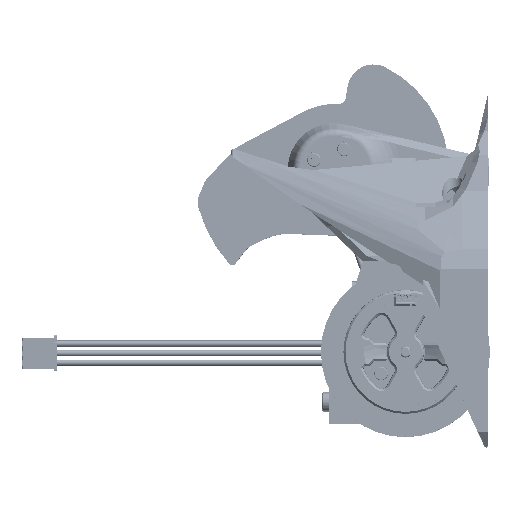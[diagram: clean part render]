
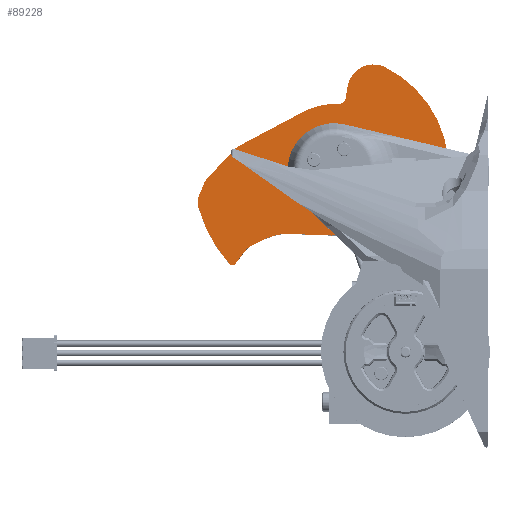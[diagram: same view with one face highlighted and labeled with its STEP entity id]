
A CAD part, top view. The second image highlights one B-rep face of the part: STEP entity #89228.
In plain terms, the highlighted face is planar.
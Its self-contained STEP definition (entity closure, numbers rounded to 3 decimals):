
#2747=CIRCLE('',#95963,1.);
#2748=CIRCLE('',#95965,37.5);
#2750=CIRCLE('',#95968,5.25);
#2751=CIRCLE('',#95969,13.75);
#2752=CIRCLE('',#95970,17.5);
#2753=CIRCLE('',#95971,13.5);
#2754=CIRCLE('',#95972,8.);
#2755=CIRCLE('',#95973,30.5);
#2756=CIRCLE('',#95974,7.);
#2757=CIRCLE('',#95975,2.);
#2758=CIRCLE('',#95976,17.5);
#2759=CIRCLE('',#95977,5.25);
#2760=CIRCLE('',#95978,5.25);
#2761=CIRCLE('',#95979,5.25);
#2762=CIRCLE('',#95980,11.6);
#4212=FACE_BOUND('',#15255,.T.);
#10111=FACE_OUTER_BOUND('',#15254,.T.);
#15254=EDGE_LOOP('',(#80022,#80023,#80024,#80025,#80026,#80027,#80028,#80029,
#80030,#80031,#80032,#80033,#80034,#80035,#80036,#80037,#80038,#80039,#80040,
#80041,#80042));
#15255=EDGE_LOOP('',(#80043));
#24600=LINE('',#189909,#33969);
#24601=LINE('',#189913,#33970);
#24602=LINE('',#189917,#33971);
#24603=LINE('',#189929,#33972);
#24604=LINE('',#189935,#33973);
#24605=LINE('',#189939,#33974);
#24606=LINE('',#189943,#33975);
#33969=VECTOR('',#117388,10.);
#33970=VECTOR('',#117391,10.);
#33971=VECTOR('',#117394,10.);
#33972=VECTOR('',#117405,10.);
#33973=VECTOR('',#117410,10.);
#33974=VECTOR('',#117413,10.);
#33975=VECTOR('',#117416,10.);
#42334=VERTEX_POINT('',#189896);
#42335=VERTEX_POINT('',#189898);
#42336=VERTEX_POINT('',#189902);
#42338=VERTEX_POINT('',#189908);
#42339=VERTEX_POINT('',#189910);
#42340=VERTEX_POINT('',#189912);
#42341=VERTEX_POINT('',#189914);
#42342=VERTEX_POINT('',#189916);
#42343=VERTEX_POINT('',#189918);
#42344=VERTEX_POINT('',#189920);
#42345=VERTEX_POINT('',#189922);
#42346=VERTEX_POINT('',#189924);
#42347=VERTEX_POINT('',#189926);
#42348=VERTEX_POINT('',#189928);
#42349=VERTEX_POINT('',#189930);
#42350=VERTEX_POINT('',#189932);
#42351=VERTEX_POINT('',#189934);
#42352=VERTEX_POINT('',#189936);
#42353=VERTEX_POINT('',#189938);
#42354=VERTEX_POINT('',#189940);
#42355=VERTEX_POINT('',#189942);
#42356=VERTEX_POINT('',#189945);
#54933=EDGE_CURVE('',#42334,#42335,#2747,.T.);
#54935=EDGE_CURVE('',#42336,#42335,#2748,.T.);
#54938=EDGE_CURVE('',#42334,#42338,#24600,.T.);
#54939=EDGE_CURVE('',#42339,#42338,#2750,.T.);
#54940=EDGE_CURVE('',#42339,#42340,#24601,.T.);
#54941=EDGE_CURVE('',#42341,#42340,#2751,.T.);
#54942=EDGE_CURVE('',#42341,#42342,#24602,.T.);
#54943=EDGE_CURVE('',#42342,#42343,#2752,.T.);
#54944=EDGE_CURVE('',#42344,#42343,#2753,.T.);
#54945=EDGE_CURVE('',#42345,#42344,#2754,.T.);
#54946=EDGE_CURVE('',#42345,#42346,#2755,.T.);
#54947=EDGE_CURVE('',#42347,#42346,#2756,.T.);
#54948=EDGE_CURVE('',#42347,#42348,#24603,.T.);
#54949=EDGE_CURVE('',#42349,#42348,#2757,.T.);
#54950=EDGE_CURVE('',#42349,#42350,#2758,.T.);
#54951=EDGE_CURVE('',#42350,#42351,#24604,.T.);
#54952=EDGE_CURVE('',#42352,#42351,#2759,.T.);
#54953=EDGE_CURVE('',#42352,#42353,#24605,.T.);
#54954=EDGE_CURVE('',#42354,#42353,#2760,.T.);
#54955=EDGE_CURVE('',#42354,#42355,#24606,.T.);
#54956=EDGE_CURVE('',#42336,#42355,#2761,.T.);
#54957=EDGE_CURVE('',#42356,#42356,#2762,.T.);
#80022=ORIENTED_EDGE('',*,*,#54933,.F.);
#80023=ORIENTED_EDGE('',*,*,#54938,.T.);
#80024=ORIENTED_EDGE('',*,*,#54939,.F.);
#80025=ORIENTED_EDGE('',*,*,#54940,.T.);
#80026=ORIENTED_EDGE('',*,*,#54941,.F.);
#80027=ORIENTED_EDGE('',*,*,#54942,.T.);
#80028=ORIENTED_EDGE('',*,*,#54943,.T.);
#80029=ORIENTED_EDGE('',*,*,#54944,.F.);
#80030=ORIENTED_EDGE('',*,*,#54945,.F.);
#80031=ORIENTED_EDGE('',*,*,#54946,.T.);
#80032=ORIENTED_EDGE('',*,*,#54947,.F.);
#80033=ORIENTED_EDGE('',*,*,#54948,.T.);
#80034=ORIENTED_EDGE('',*,*,#54949,.F.);
#80035=ORIENTED_EDGE('',*,*,#54950,.T.);
#80036=ORIENTED_EDGE('',*,*,#54951,.T.);
#80037=ORIENTED_EDGE('',*,*,#54952,.F.);
#80038=ORIENTED_EDGE('',*,*,#54953,.T.);
#80039=ORIENTED_EDGE('',*,*,#54954,.F.);
#80040=ORIENTED_EDGE('',*,*,#54955,.T.);
#80041=ORIENTED_EDGE('',*,*,#54956,.F.);
#80042=ORIENTED_EDGE('',*,*,#54935,.T.);
#80043=ORIENTED_EDGE('',*,*,#54957,.T.);
#83918=PLANE('',#95967);
#89228=ADVANCED_FACE('',(#10111,#4212),#83918,.F.);
#95963=AXIS2_PLACEMENT_3D('',#189899,#117376,#117377);
#95965=AXIS2_PLACEMENT_3D('',#189903,#117381,#117382);
#95967=AXIS2_PLACEMENT_3D('',#189907,#117386,#117387);
#95968=AXIS2_PLACEMENT_3D('',#189911,#117389,#117390);
#95969=AXIS2_PLACEMENT_3D('',#189915,#117392,#117393);
#95970=AXIS2_PLACEMENT_3D('',#189919,#117395,#117396);
#95971=AXIS2_PLACEMENT_3D('',#189921,#117397,#117398);
#95972=AXIS2_PLACEMENT_3D('',#189923,#117399,#117400);
#95973=AXIS2_PLACEMENT_3D('',#189925,#117401,#117402);
#95974=AXIS2_PLACEMENT_3D('',#189927,#117403,#117404);
#95975=AXIS2_PLACEMENT_3D('',#189931,#117406,#117407);
#95976=AXIS2_PLACEMENT_3D('',#189933,#117408,#117409);
#95977=AXIS2_PLACEMENT_3D('',#189937,#117411,#117412);
#95978=AXIS2_PLACEMENT_3D('',#189941,#117414,#117415);
#95979=AXIS2_PLACEMENT_3D('',#189944,#117417,#117418);
#95980=AXIS2_PLACEMENT_3D('',#189946,#117419,#117420);
#117376=DIRECTION('center_axis',(0.,0.,1.));
#117377=DIRECTION('ref_axis',(0.041,0.999,0.));
#117381=DIRECTION('center_axis',(0.,0.,-1.));
#117382=DIRECTION('ref_axis',(1.,0.,0.));
#117386=DIRECTION('center_axis',(0.,0.,1.));
#117387=DIRECTION('ref_axis',(1.,0.,0.));
#117388=DIRECTION('',(0.607,-0.795,0.));
#117389=DIRECTION('center_axis',(0.,0.,-1.));
#117390=DIRECTION('ref_axis',(-0.628,-0.778,0.));
#117391=DIRECTION('',(0.905,-0.426,0.));
#117392=DIRECTION('center_axis',(0.,0.,-1.));
#117393=DIRECTION('ref_axis',(-0.2,-0.98,0.));
#117394=DIRECTION('',(0.999,0.038,0.));
#117395=DIRECTION('center_axis',(0.,0.,-1.));
#117396=DIRECTION('ref_axis',(1.,0.,0.));
#117397=DIRECTION('center_axis',(0.,0.,-1.));
#117398=DIRECTION('ref_axis',(0.139,-0.99,0.));
#117399=DIRECTION('center_axis',(0.,0.,1.));
#117400=DIRECTION('ref_axis',(0.382,-0.924,0.));
#117401=DIRECTION('center_axis',(0.,0.,-1.));
#117402=DIRECTION('ref_axis',(1.,0.,0.));
#117403=DIRECTION('center_axis',(0.,0.,1.));
#117404=DIRECTION('ref_axis',(-0.458,-0.889,0.));
#117405=DIRECTION('',(-0.158,0.987,0.));
#117406=DIRECTION('center_axis',(0.,0.,-1.));
#117407=DIRECTION('ref_axis',(0.627,0.779,0.));
#117408=DIRECTION('center_axis',(0.,0.,-1.));
#117409=DIRECTION('ref_axis',(1.,0.,0.));
#117410=DIRECTION('',(-0.883,0.469,0.));
#117411=DIRECTION('center_axis',(0.,0.,1.));
#117412=DIRECTION('ref_axis',(-0.608,-0.794,0.));
#117413=DIRECTION('',(-0.683,0.731,0.));
#117414=DIRECTION('center_axis',(0.,0.,1.));
#117415=DIRECTION('ref_axis',(-0.843,-0.539,0.));
#117416=DIRECTION('',(-0.377,0.926,0.));
#117417=DIRECTION('center_axis',(0.,0.,1.));
#117418=DIRECTION('ref_axis',(-0.998,-0.057,0.));
#117419=DIRECTION('center_axis',(0.,0.,1.));
#117420=DIRECTION('ref_axis',(-1.,0.,0.));
#189896=CARTESIAN_POINT('',(-26.321,25.039,-8.75));
#189898=CARTESIAN_POINT('',(-27.859,25.102,-8.75));
#189899=CARTESIAN_POINT('Origin',(-27.116,24.433,-8.75));
#189902=CARTESIAN_POINT('',(-36.113,10.104,-8.75));
#189903=CARTESIAN_POINT('Origin',(0.,0.,-8.75));
#189907=CARTESIAN_POINT('Origin',(-9.534,4.241,-8.75));
#189908=CARTESIAN_POINT('',(-23.674,21.571,-8.75));
#189909=CARTESIAN_POINT('',(-22.896,20.552,-8.75));
#189910=CARTESIAN_POINT('',(-21.736,20.007,-8.75));
#189911=CARTESIAN_POINT('Origin',(-19.501,24.757,-8.75));
#189912=CARTESIAN_POINT('',(-18.236,18.359,-8.75));
#189913=CARTESIAN_POINT('',(-15.205,16.932,-8.75));
#189914=CARTESIAN_POINT('',(-11.856,17.06,-8.75));
#189915=CARTESIAN_POINT('Origin',(-12.381,30.8,-8.75));
#189916=CARTESIAN_POINT('',(-0.668,17.487,-8.75));
#189917=CARTESIAN_POINT('',(-0.668,17.487,-8.75));
#189918=CARTESIAN_POINT('',(7.139,15.978,-8.75));
#189919=CARTESIAN_POINT('Origin',(0.,0.,-8.75));
#189920=CARTESIAN_POINT('',(17.803,15.827,-8.75));
#189921=CARTESIAN_POINT('Origin',(12.646,28.303,-8.75));
#189922=CARTESIAN_POINT('',(28.276,11.433,-8.75));
#189923=CARTESIAN_POINT('Origin',(20.859,8.434,-8.75));
#189924=CARTESIAN_POINT('',(13.58,-27.31,-8.75));
#189925=CARTESIAN_POINT('Origin',(0.,0.,-8.75));
#189926=CARTESIAN_POINT('',(3.551,-22.15,-8.75));
#189927=CARTESIAN_POINT('Origin',(10.463,-21.042,-8.75));
#189928=CARTESIAN_POINT('',(3.071,-19.153,-8.75));
#189929=CARTESIAN_POINT('',(3.032,-18.909,-8.75));
#189930=CARTESIAN_POINT('',(0.983,-17.472,-8.75));
#189931=CARTESIAN_POINT('Origin',(1.096,-19.469,-8.75));
#189932=CARTESIAN_POINT('',(-8.203,-15.458,-8.75));
#189933=CARTESIAN_POINT('Origin',(0.,0.,-8.75));
#189934=CARTESIAN_POINT('',(-25.289,-6.392,-8.75));
#189935=CARTESIAN_POINT('',(-26.065,-5.98,-8.75));
#189936=CARTESIAN_POINT('',(-26.665,-5.338,-8.75));
#189937=CARTESIAN_POINT('Origin',(-22.829,-1.754,-8.75));
#189938=CARTESIAN_POINT('',(-33.715,2.208,-8.75));
#189939=CARTESIAN_POINT('',(-34.378,2.916,-8.75));
#189940=CARTESIAN_POINT('',(-34.743,3.815,-8.75));
#189941=CARTESIAN_POINT('Origin',(-29.879,5.792,-8.75));
#189942=CARTESIAN_POINT('',(-35.921,6.713,-8.75));
#189943=CARTESIAN_POINT('',(-36.568,8.306,-8.75));
#189944=CARTESIAN_POINT('Origin',(-31.057,8.69,-8.75));
#189945=CARTESIAN_POINT('',(11.6,0.,-8.75));
#189946=CARTESIAN_POINT('Origin',(0.,0.,-8.75));
